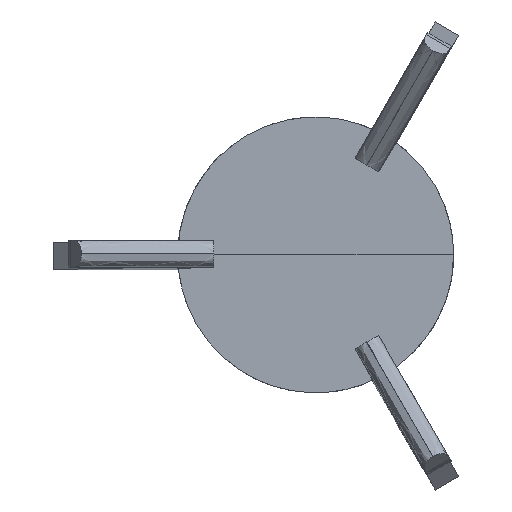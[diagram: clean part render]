
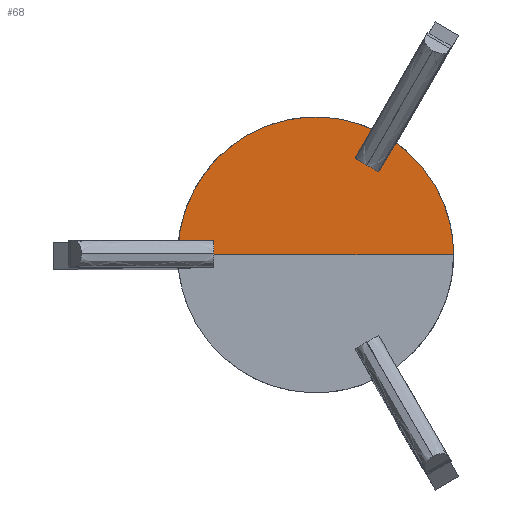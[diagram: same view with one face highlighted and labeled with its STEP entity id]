
A CAD part, top view. The second image highlights one B-rep face of the part: STEP entity #68.
In plain terms, the highlighted free-form (B-spline) face has degree [2, 1] with [5, 2] control points.
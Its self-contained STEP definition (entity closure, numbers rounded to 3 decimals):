
#68=ADVANCED_FACE('',(#148),#996,.T.);
#148=FACE_OUTER_BOUND('',#228,.T.);
#228=EDGE_LOOP('',(#311,#312,#313));
#311=ORIENTED_EDGE('',*,*,#692,.T.);
#312=ORIENTED_EDGE('',*,*,#687,.F.);
#313=ORIENTED_EDGE('',*,*,#685,.F.);
#685=EDGE_CURVE('',#872,#874,#1143,.T.);
#687=EDGE_CURVE('',#874,#877,#1037,.T.);
#692=EDGE_CURVE('',#872,#877,#1146,.T.);
#872=VERTEX_POINT('',#1911);
#874=VERTEX_POINT('',#1913);
#877=VERTEX_POINT('',#1916);
#996=(
BOUNDED_SURFACE()
B_SPLINE_SURFACE(2,1,((#1551,#1552),(#1553,#1554),(#1555,#1556),(#1557,#1558),
(#1559,#1560)),.UNSPECIFIED.,.F.,.F.,.F.)
B_SPLINE_SURFACE_WITH_KNOTS((3,2,3),(2,2),(0.,1.571,3.142),
(0.,162.912),.UNSPECIFIED.)
GEOMETRIC_REPRESENTATION_ITEM()
RATIONAL_B_SPLINE_SURFACE(((1.,1.),(0.707,0.707),
(1.,1.),(0.707,0.707),(1.,1.)))
REPRESENTATION_ITEM('')
SURFACE()
);
#1037=(
BOUNDED_CURVE()
B_SPLINE_CURVE(2,(#1319,#1320,#1321,#1322,#1323),.UNSPECIFIED.,.F.,.F.)
B_SPLINE_CURVE_WITH_KNOTS((3,2,3),(0.,1.571,3.142),
.UNSPECIFIED.)
CURVE()
GEOMETRIC_REPRESENTATION_ITEM()
RATIONAL_B_SPLINE_CURVE((1.,0.707,1.,0.707,1.))
REPRESENTATION_ITEM('')
);
#1143=B_SPLINE_CURVE_WITH_KNOTS('',1,(#1315,#1316),.UNSPECIFIED.,.F.,.F.,
(2,2),(0.,162.912),.UNSPECIFIED.);
#1146=B_SPLINE_CURVE_WITH_KNOTS('',1,(#1415,#1416),.UNSPECIFIED.,.F.,.F.,
(2,2),(0.,162.912),.UNSPECIFIED.);
#1315=CARTESIAN_POINT('',(0.,0.,778.781));
#1316=CARTESIAN_POINT('',(-162.912,0.,778.781));
#1319=CARTESIAN_POINT('',(-162.912,0.,778.781));
#1320=CARTESIAN_POINT('',(-162.912,162.912,778.781));
#1321=CARTESIAN_POINT('',(0.,162.912,778.781));
#1322=CARTESIAN_POINT('',(162.912,162.912,778.781));
#1323=CARTESIAN_POINT('',(162.912,0.,778.781));
#1415=CARTESIAN_POINT('',(0.,0.,778.781));
#1416=CARTESIAN_POINT('',(162.912,0.,778.781));
#1551=CARTESIAN_POINT('',(0.,0.,778.781));
#1552=CARTESIAN_POINT('',(-162.912,0.,778.781));
#1553=CARTESIAN_POINT('',(0.,0.,778.781));
#1554=CARTESIAN_POINT('',(-162.912,162.912,778.781));
#1555=CARTESIAN_POINT('',(0.,0.,778.781));
#1556=CARTESIAN_POINT('',(0.,162.912,778.781));
#1557=CARTESIAN_POINT('',(0.,0.,778.781));
#1558=CARTESIAN_POINT('',(162.912,162.912,778.781));
#1559=CARTESIAN_POINT('',(0.,0.,778.781));
#1560=CARTESIAN_POINT('',(162.912,0.,778.781));
#1911=CARTESIAN_POINT('',(0.,0.,778.781));
#1913=CARTESIAN_POINT('',(-162.912,0.,778.781));
#1916=CARTESIAN_POINT('',(162.912,0.,778.781));
